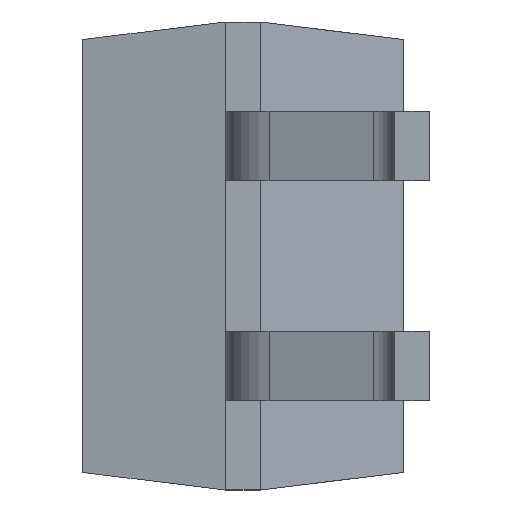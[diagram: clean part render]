
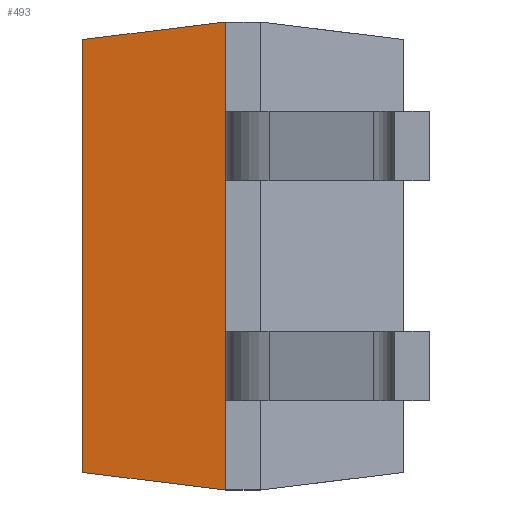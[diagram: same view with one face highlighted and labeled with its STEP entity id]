
A CAD part, left-side view. The second image highlights one B-rep face of the part: STEP entity #493.
In plain terms, the highlighted planar face has unit normal (-0.993, 0.122, 0).
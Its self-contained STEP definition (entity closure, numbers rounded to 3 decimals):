
#5 = ORIENTED_EDGE ( 'NONE', *, *, #648, .T. ) ;
#29 = LINE ( 'NONE', #783, #202 ) ;
#90 = CARTESIAN_POINT ( 'NONE',  ( -2.099, 2., -1.249 ) ) ;
#103 = VECTOR ( 'NONE', #186, 1000. ) ;
#114 = ORIENTED_EDGE ( 'NONE', *, *, #554, .T. ) ;
#151 = VERTEX_POINT ( 'NONE', #1512 ) ;
#186 = DIRECTION ( 'NONE',  ( 0., 0., 1. ) ) ;
#202 = VECTOR ( 'NONE', #608, 1000. ) ;
#215 = PLANE ( 'NONE',  #1025 ) ;
#265 = VERTEX_POINT ( 'NONE', #90 ) ;
#270 = ORIENTED_EDGE ( 'NONE', *, *, #1683, .F. ) ;
#347 = EDGE_CURVE ( 'NONE', #519, #151, #494, .T. ) ;
#363 = LINE ( 'NONE', #1804, #103 ) ;
#493 = ADVANCED_FACE ( 'NONE', ( #1453 ), #215, .T. ) ;
#494 = LINE ( 'NONE', #1773, #2084 ) ;
#510 = DIRECTION ( 'NONE',  ( -0.121, -0.985, 0.121 ) ) ;
#519 = VERTEX_POINT ( 'NONE', #1865 ) ;
#535 = ORIENTED_EDGE ( 'NONE', *, *, #347, .F. ) ;
#552 = DIRECTION ( 'NONE',  ( -0.993, 0.122, 0. ) ) ;
#554 = EDGE_CURVE ( 'NONE', #265, #1401, #29, .T. ) ;
#608 = DIRECTION ( 'NONE',  ( -0.121, -0.985, -0.121 ) ) ;
#648 = EDGE_CURVE ( 'NONE', #1401, #151, #934, .T. ) ;
#783 = CARTESIAN_POINT ( 'NONE',  ( -2.2, 1.175, -1.35 ) ) ;
#934 = LINE ( 'NONE', #2023, #2192 ) ;
#1025 = AXIS2_PLACEMENT_3D ( 'NONE', #2027, #552, #2200 ) ;
#1401 = VERTEX_POINT ( 'NONE', #1996 ) ;
#1453 = FACE_OUTER_BOUND ( 'NONE', #1700, .T. ) ;
#1512 = CARTESIAN_POINT ( 'NONE',  ( -2.2, 1.175, 1.35 ) ) ;
#1661 = DIRECTION ( 'NONE',  ( 0., 0., 1. ) ) ;
#1683 = EDGE_CURVE ( 'NONE', #265, #519, #363, .T. ) ;
#1700 = EDGE_LOOP ( 'NONE', ( #5, #535, #270, #114 ) ) ;
#1773 = CARTESIAN_POINT ( 'NONE',  ( -2.2, 1.175, 1.35 ) ) ;
#1804 = CARTESIAN_POINT ( 'NONE',  ( -2.099, 2., -1.35 ) ) ;
#1865 = CARTESIAN_POINT ( 'NONE',  ( -2.099, 2., 1.249 ) ) ;
#1996 = CARTESIAN_POINT ( 'NONE',  ( -2.2, 1.175, -1.35 ) ) ;
#2023 = CARTESIAN_POINT ( 'NONE',  ( -2.2, 1.175, -1.35 ) ) ;
#2027 = CARTESIAN_POINT ( 'NONE',  ( -2.2, 1.175, -1.35 ) ) ;
#2084 = VECTOR ( 'NONE', #510, 1000. ) ;
#2192 = VECTOR ( 'NONE', #1661, 1000. ) ;
#2200 = DIRECTION ( 'NONE',  ( -0.122, -0.993, 0. ) ) ;
